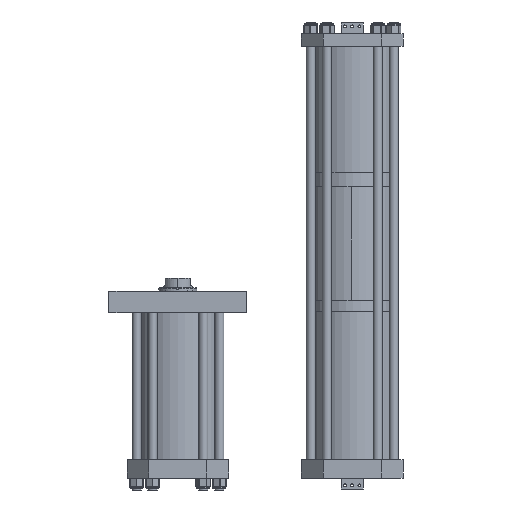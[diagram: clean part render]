
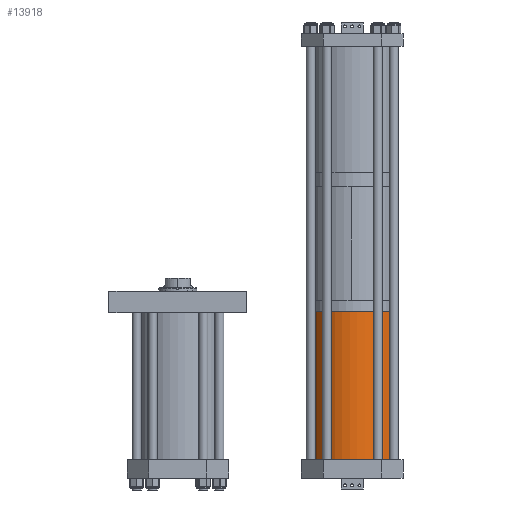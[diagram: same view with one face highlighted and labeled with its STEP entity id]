
A CAD part, front view. The second image highlights one B-rep face of the part: STEP entity #13918.
In plain terms, the highlighted cylindrical face has radius 152.4 mm (diameter 304.8 mm), a partial arc.
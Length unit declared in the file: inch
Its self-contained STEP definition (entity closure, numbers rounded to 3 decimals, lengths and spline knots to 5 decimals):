
#386 = CARTESIAN_POINT ( 'NONE',  ( 6., 0., 20.45 ) ) ;
#536 = VERTEX_POINT ( 'NONE', #13663 ) ;
#2225 = VERTEX_POINT ( 'NONE', #386 ) ;
#2712 = CIRCLE ( 'NONE', #7787, 6. ) ;
#3732 = DIRECTION ( 'NONE',  ( 0., 0., -1. ) ) ;
#4034 = DIRECTION ( 'NONE',  ( 1., 0., 0. ) ) ;
#4311 = ORIENTED_EDGE ( 'NONE', *, *, #5676, .T. ) ;
#4406 = CIRCLE ( 'NONE', #12931, 6. ) ;
#4436 = VERTEX_POINT ( 'NONE', #8091 ) ;
#5218 = DIRECTION ( 'NONE',  ( 0., 0., 1. ) ) ;
#5676 = EDGE_CURVE ( 'NONE', #7048, #536, #2712, .T. ) ;
#5733 = VECTOR ( 'NONE', #9156, 39.37008 ) ;
#6740 = DIRECTION ( 'NONE',  ( 1., 0., 0. ) ) ;
#7048 = VERTEX_POINT ( 'NONE', #9260 ) ;
#7060 = ORIENTED_EDGE ( 'NONE', *, *, #14377, .T. ) ;
#7787 = AXIS2_PLACEMENT_3D ( 'NONE', #12386, #5218, #6740 ) ;
#8026 = LINE ( 'NONE', #18127, #5733 ) ;
#8091 = CARTESIAN_POINT ( 'NONE',  ( -6., 0., 20.45 ) ) ;
#8278 = EDGE_CURVE ( 'NONE', #4436, #2225, #4406, .T. ) ;
#9156 = DIRECTION ( 'NONE',  ( 0., 0., -1. ) ) ;
#9185 = AXIS2_PLACEMENT_3D ( 'NONE', #15888, #14654, #14593 ) ;
#9260 = CARTESIAN_POINT ( 'NONE',  ( -6., 0., 0. ) ) ;
#9771 = VECTOR ( 'NONE', #3732, 39.37008 ) ;
#10900 = LINE ( 'NONE', #13965, #9771 ) ;
#11260 = DIRECTION ( 'NONE',  ( 0., 0., 1. ) ) ;
#12386 = CARTESIAN_POINT ( 'NONE',  ( 0., 0., 0. ) ) ;
#12390 = ORIENTED_EDGE ( 'NONE', *, *, #8278, .F. ) ;
#12532 = CYLINDRICAL_SURFACE ( 'NONE', #9185, 6. ) ;
#12819 = CARTESIAN_POINT ( 'NONE',  ( 0., 0., 20.45 ) ) ;
#12931 = AXIS2_PLACEMENT_3D ( 'NONE', #12819, #11260, #4034 ) ;
#13663 = CARTESIAN_POINT ( 'NONE',  ( 6., 0., 0. ) ) ;
#13918 = ADVANCED_FACE ( 'NONE', ( #18369 ), #12532, .T. ) ;
#13965 = CARTESIAN_POINT ( 'NONE',  ( -6., 0., 20.45 ) ) ;
#14377 = EDGE_CURVE ( 'NONE', #4436, #7048, #10900, .T. ) ;
#14393 = ORIENTED_EDGE ( 'NONE', *, *, #18728, .F. ) ;
#14559 = EDGE_LOOP ( 'NONE', ( #14393, #12390, #7060, #4311 ) ) ;
#14593 = DIRECTION ( 'NONE',  ( -1., 0., 0. ) ) ;
#14654 = DIRECTION ( 'NONE',  ( 0., 0., -1. ) ) ;
#15888 = CARTESIAN_POINT ( 'NONE',  ( 0., 0., 20.45 ) ) ;
#18127 = CARTESIAN_POINT ( 'NONE',  ( 6., 0., 20.45 ) ) ;
#18369 = FACE_OUTER_BOUND ( 'NONE', #14559, .T. ) ;
#18728 = EDGE_CURVE ( 'NONE', #2225, #536, #8026, .T. ) ;
